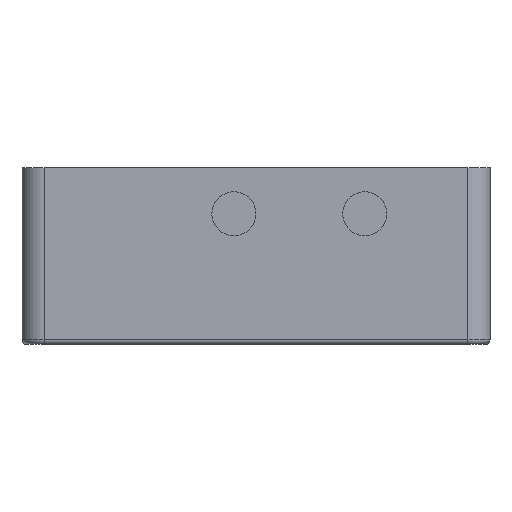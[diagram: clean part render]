
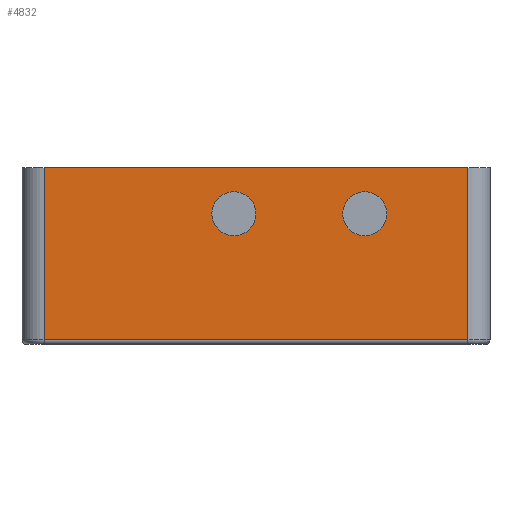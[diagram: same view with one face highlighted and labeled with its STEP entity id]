
A CAD part, left-side view. The second image highlights one B-rep face of the part: STEP entity #4832.
In plain terms, the highlighted planar face has unit normal (-1, 0, 0).
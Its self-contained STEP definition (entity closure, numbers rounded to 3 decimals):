
#395=FACE_BOUND('',#1100,.T.);
#396=FACE_BOUND('',#1101,.T.);
#491=PLANE('',#5140);
#779=FACE_OUTER_BOUND('',#1099,.T.);
#1099=EDGE_LOOP('',(#4464,#4465,#4466,#4467));
#1100=EDGE_LOOP('',(#4468));
#1101=EDGE_LOOP('',(#4469));
#1458=LINE('',#9373,#1817);
#1462=LINE('',#9382,#1821);
#1463=LINE('',#9386,#1822);
#1464=LINE('',#9387,#1823);
#1817=VECTOR('',#6060,10.);
#1821=VECTOR('',#6068,10.);
#1822=VECTOR('',#6073,10.);
#1823=VECTOR('',#6074,10.);
#1832=CIRCLE('',#4860,5.);
#1834=CIRCLE('',#4863,5.);
#1952=VERTEX_POINT('',#6116);
#1954=VERTEX_POINT('',#6122);
#2398=VERTEX_POINT('',#9343);
#2405=VERTEX_POINT('',#9369);
#2408=VERTEX_POINT('',#9381);
#2409=VERTEX_POINT('',#9385);
#2414=EDGE_CURVE('',#1952,#1952,#1832,.T.);
#2417=EDGE_CURVE('',#1954,#1954,#1834,.T.);
#3098=EDGE_CURVE('',#2398,#2405,#1458,.T.);
#3102=EDGE_CURVE('',#2405,#2408,#1462,.T.);
#3104=EDGE_CURVE('',#2398,#2409,#1463,.T.);
#3105=EDGE_CURVE('',#2408,#2409,#1464,.T.);
#4464=ORIENTED_EDGE('',*,*,#3098,.F.);
#4465=ORIENTED_EDGE('',*,*,#3104,.T.);
#4466=ORIENTED_EDGE('',*,*,#3105,.F.);
#4467=ORIENTED_EDGE('',*,*,#3102,.F.);
#4468=ORIENTED_EDGE('',*,*,#2414,.T.);
#4469=ORIENTED_EDGE('',*,*,#2417,.T.);
#4832=ADVANCED_FACE('',(#779,#395,#396),#491,.T.);
#4860=AXIS2_PLACEMENT_3D('',#6117,#5162,#5163);
#4863=AXIS2_PLACEMENT_3D('',#6123,#5169,#5170);
#5140=AXIS2_PLACEMENT_3D('',#9384,#6071,#6072);
#5162=DIRECTION('center_axis',(1.,0.,0.));
#5163=DIRECTION('ref_axis',(0.,0.,1.));
#5169=DIRECTION('center_axis',(1.,0.,0.));
#5170=DIRECTION('ref_axis',(0.,0.,1.));
#6060=DIRECTION('',(0.,1.,0.));
#6068=DIRECTION('',(0.,0.,1.));
#6071=DIRECTION('center_axis',(-1.,0.,0.));
#6072=DIRECTION('ref_axis',(0.,-1.,0.));
#6073=DIRECTION('',(0.,0.,1.));
#6074=DIRECTION('',(0.,-1.,0.));
#6116=CARTESIAN_POINT('',(-83.283,-58.037,26.959));
#6117=CARTESIAN_POINT('Origin',(-83.283,-58.037,31.959));
#6122=CARTESIAN_POINT('',(-83.283,-28.395,26.959));
#6123=CARTESIAN_POINT('Origin',(-83.283,-28.395,31.959));
#9343=CARTESIAN_POINT('',(-83.283,-81.397,3.392));
#9369=CARTESIAN_POINT('',(-83.283,14.603,3.392));
#9373=CARTESIAN_POINT('',(-83.283,-9.397,3.392));
#9381=CARTESIAN_POINT('',(-83.283,14.603,42.392));
#9382=CARTESIAN_POINT('',(-83.283,14.603,2.392));
#9384=CARTESIAN_POINT('Origin',(-83.283,14.603,2.392));
#9385=CARTESIAN_POINT('',(-83.283,-81.397,42.392));
#9386=CARTESIAN_POINT('',(-83.283,-81.397,2.392));
#9387=CARTESIAN_POINT('',(-83.283,-81.397,42.392));
